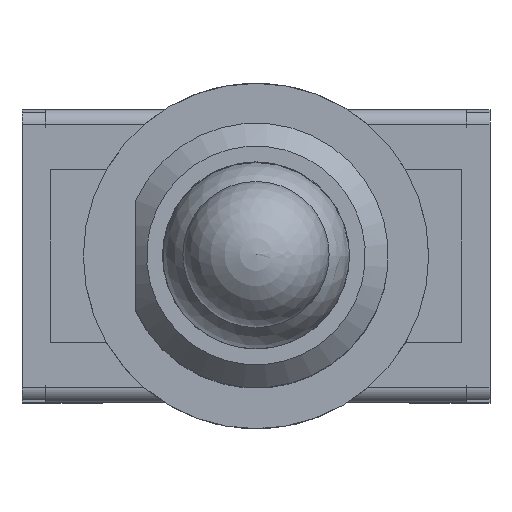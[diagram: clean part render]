
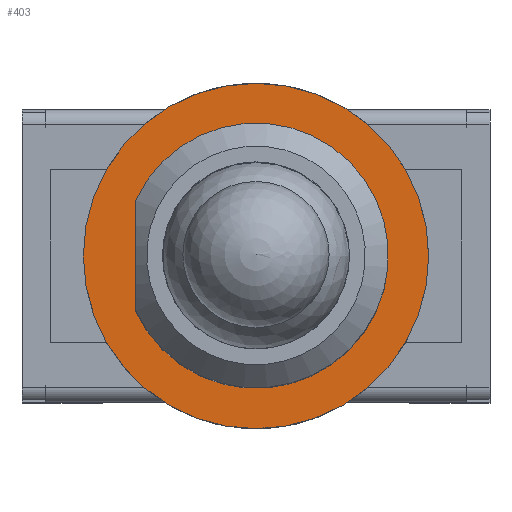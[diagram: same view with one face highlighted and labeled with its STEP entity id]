
A CAD part, top view. The second image highlights one B-rep face of the part: STEP entity #403.
In plain terms, the highlighted planar face has unit normal (0, 0, 1).
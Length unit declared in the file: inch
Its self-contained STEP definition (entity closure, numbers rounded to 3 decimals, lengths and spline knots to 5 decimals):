
#328=CARTESIAN_POINT('',(-0.08228,0.0378,0.30866));
#329=VERTEX_POINT('',#328);
#336=CARTESIAN_POINT('',(-0.08228,-0.0378,0.30866));
#337=VERTEX_POINT('',#336);
#338=CARTESIAN_POINT('',(-0.08228,-0.0378,0.30866));
#339=DIRECTION('',(0.0,1.0,0.0));
#340=VECTOR('',#339,0.0756);
#341=LINE('',#338,#340);
#342=EDGE_CURVE('',#337,#329,#341,.T.);
#372=CARTESIAN_POINT('',(0.0,0.0,0.30866));
#373=DIRECTION('',(0.0,0.0,-1.0));
#374=DIRECTION('',(0.909,0.417,0.0));
#375=AXIS2_PLACEMENT_3D('',#372,#373,#374);
#376=CIRCLE('',#375,0.09055);
#377=EDGE_CURVE('',#329,#337,#376,.T.);
#383=CARTESIAN_POINT('',(-0.12992,0.12992,0.30866));
#384=DIRECTION('',(0.0,0.0,-1.0));
#385=DIRECTION('',(-1.0,0.0,0.0));
#386=AXIS2_PLACEMENT_3D('',#383,#384,#385);
#387=PLANE('',#386);
#388=CARTESIAN_POINT('',(-0.11811,0.0,0.30866));
#389=VERTEX_POINT('',#388);
#390=CARTESIAN_POINT('',(0.0,0.0,0.30866));
#391=DIRECTION('',(0.0,0.0,-1.0));
#392=DIRECTION('',(1.0,0.0,0.0));
#393=AXIS2_PLACEMENT_3D('',#390,#391,#392);
#394=CIRCLE('',#393,0.11811);
#395=EDGE_CURVE('',#389,#389,#394,.T.);
#396=ORIENTED_EDGE('',*,*,#395,.F.);
#397=EDGE_LOOP('',(#396));
#398=FACE_OUTER_BOUND('',#397,.T.);
#399=ORIENTED_EDGE('',*,*,#342,.T.);
#400=ORIENTED_EDGE('',*,*,#377,.T.);
#401=EDGE_LOOP('',(#399,#400));
#402=FACE_BOUND('',#401,.T.);
#403=ADVANCED_FACE('',(#398,#402),#387,.F.);
